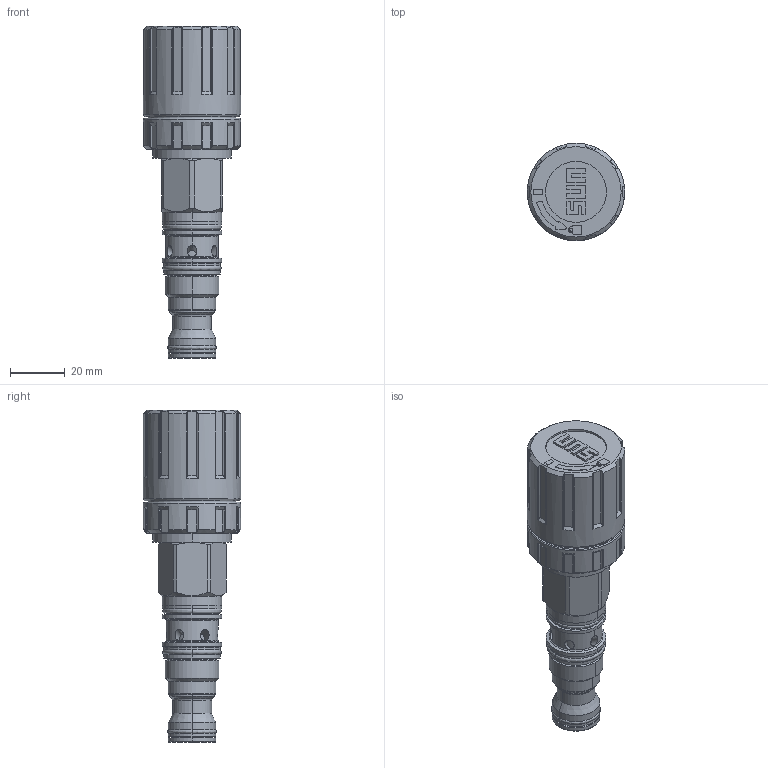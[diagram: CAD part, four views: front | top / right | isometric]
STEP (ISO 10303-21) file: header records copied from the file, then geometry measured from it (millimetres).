
FILE_DESCRIPTION((''),'2;1');
FILE_NAME('DMDM-LAN_PRT','2010-06-11T',('Administrator'),(''),'PRO/ENGINEER BY PARAMETRIC TECHNOLOGY CORPORATION, 2006240','PRO/ENGINEER BY PARAMETRIC TECHNOLOGY CORPORATION, 2006240','');
FILE_SCHEMA(('CONFIG_CONTROL_DESIGN'));
Length unit declared in the file: inch
Products named in the file (1): DMDM-LAN_PRT
Bounding box: 35.54 x 35.53 x 121.28 mm (x, y, z)
Volume: 47579 mm3; surface area: 24654.9 mm2
Topology: 4 solids, 5 shells, 591 faces, 1523 edges, 967 vertices
Faces by surface type: cylinder 261, plane 167, torus 74, cone 57, bspline 18, revolution 10, sphere 4
Entity records: 22604 total; most frequent: CARTESIAN_POINT 8628, ORIENTED_EDGE 3030, DIRECTION 2772, EDGE_CURVE 1515, AXIS2_PLACEMENT_3D 1095, VERTEX_POINT 963, EDGE_LOOP 630, FACE_OUTER_BOUND 591
